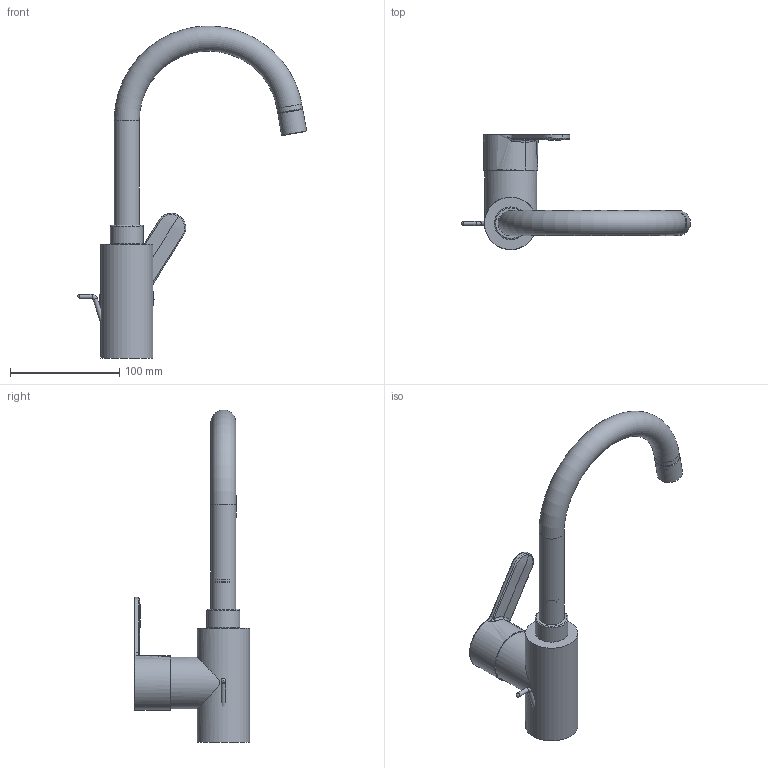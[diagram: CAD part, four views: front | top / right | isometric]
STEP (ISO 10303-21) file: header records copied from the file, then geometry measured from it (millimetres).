
FILE_DESCRIPTION(/* description */ ('Unknown'),/* implementation_level */ '2;1');
FILE_NAME(/* name */ '23043003',/* time_stamp */ '2022-09-08T08:33:46+02:00',/* author */ ('Unknown'),/* organization */ ('GROHE AG'),/* preprocessor_version */ 'ST-DEVELOPER v16.7',/* originating_system */ 'DEX',/* authorisation */ $);
FILE_SCHEMA (('AUTOMOTIVE_DESIGN {1 0 10303 214 3 1 1}'));
Length unit declared in the file: millimetre
Products named in the file (8): 23043003; 23043003_0; 23043003_1; 23043003_2; 23043003_3; 23043003_4; 23043003_5
Assembly tree (7 placements, depth 2):
  23043003
    23043003
    23043003_0
    23043003_1
    23043003_2
    23043003_3
    23043003_4
    23043003_5
Bounding box: 209.75 x 105.46 x 303.99 mm (x, y, z)
Volume: 452132.8 mm3; surface area: 82115.2 mm2
Topology: 7 solids, 11 shells, 628 faces, 1854 edges, 1185 vertices
Faces by surface type: plane 495, cylinder 79, bspline 31, cone 16, torus 6, sphere 1
Full cylindrical faces by diameter (mm): 1.039 x1, 1.5 x1, 2.4 x1, 4 x2, 4.3 x1, 5.5 x1, 10.5 x1, 11.489 x1, 12.5 x2, 13 x1, 13.905 x1, 14 x1, 17 x1, 17.773 x1, 18 x1, 18.1 x1, 18.911 x1, 19 x1, 20.05 x1, 20.5 x1, 20.6 x2, 20.95 x1, 21.5 x2, 22 x1, 23 x3, 23.15 x1, 30 x1, 47.5 x1, 48 x1
Entity records: 22468 total; most frequent: CARTESIAN_POINT 5596, ORIENTED_EDGE 3544, DIRECTION 3385, EDGE_CURVE 1772, AXIS2_PLACEMENT_3D 1164, VERTEX_POINT 1161, LINE 1057, VECTOR 1057
